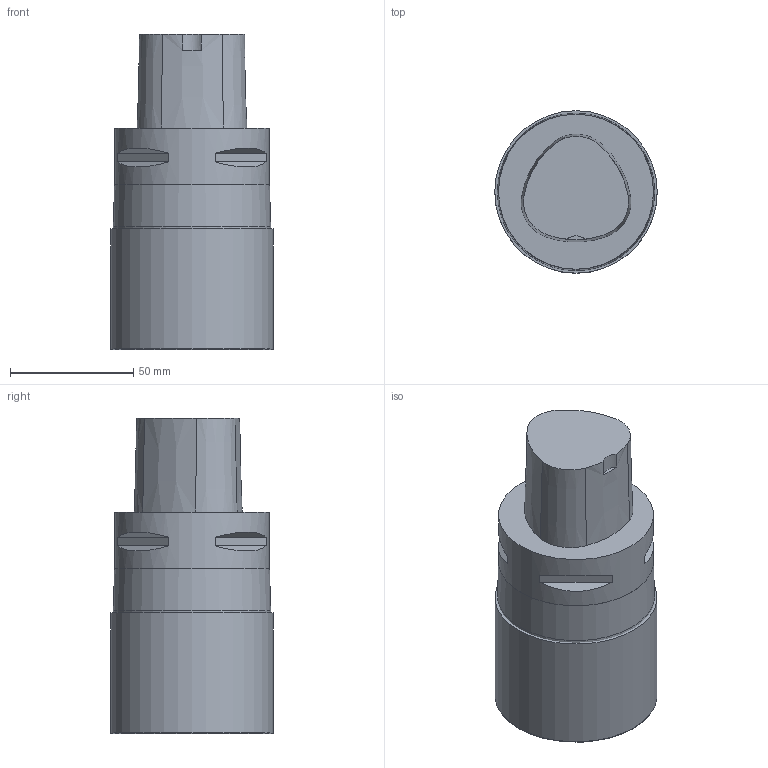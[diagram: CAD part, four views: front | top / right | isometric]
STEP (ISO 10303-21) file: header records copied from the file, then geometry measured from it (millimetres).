
FILE_DESCRIPTION(/* description */ ('3-D model version:1'),/* implementation_level */ '2;1');
FILE_NAME(/* name */ '690-066C6-1449H',/* time_stamp */ '2011-11-09T13:10:27+01:00',/* author */ ('CappDp'),/* organization */ ('AB Sandvik Coromant'),/* preprocessor_version */ 'ST-DEVELOPER v11',/* originating_system */ 'SIEMENS UGS NX 6.0',/* authorisation */ '');
FILE_SCHEMA (('AP203_CONFIGURATION_CONTROLLED_3D_DESIGN_OF_MECHANICAL_PARTS_AND_ASSEMBLIES_MIM_LF'));
Length unit declared in the file: millimetre
Products named in the file (1): 4706_1_3D
Bounding box: 66 x 66 x 128 mm (x, y, z)
Volume: 445784.7 mm3; surface area: 49918.3 mm2
Topology: 2 solids, 2 shells, 45 faces, 99 edges, 63 vertices
Faces by surface type: plane 18, cone 16, cylinder 5, torus 5, revolution 1
Full cylindrical faces by diameter (mm): 38 x1, 63 x1, 63.941 x1, 66 x1
Entity records: 1188 total; most frequent: DIRECTION 207, CARTESIAN_POINT 182, ORIENTED_EDGE 142, AXIS2_PLACEMENT_3D 92, EDGE_LOOP 72, EDGE_CURVE 71, VERTEX_POINT 55, FACE_BOUND 50
